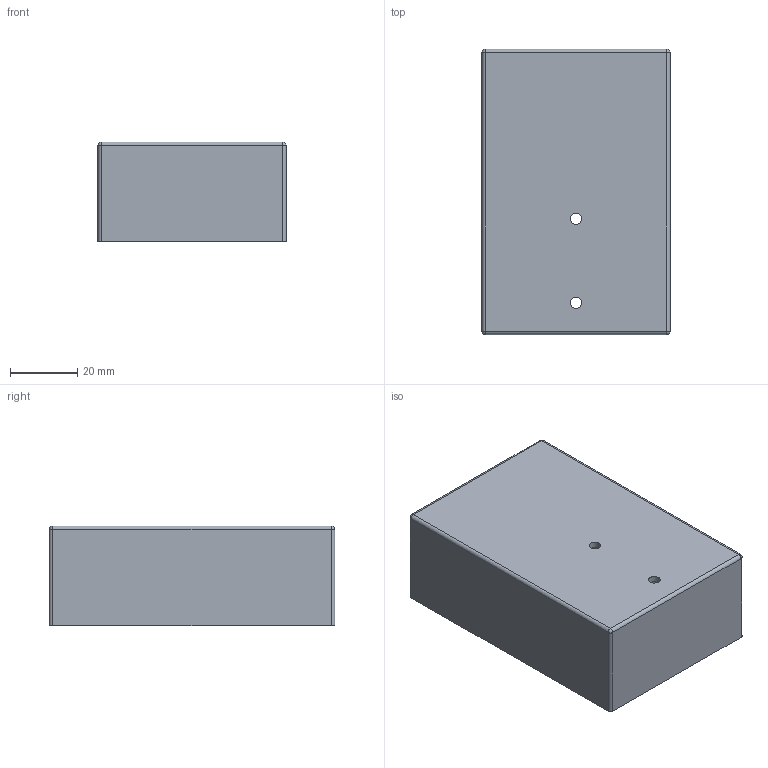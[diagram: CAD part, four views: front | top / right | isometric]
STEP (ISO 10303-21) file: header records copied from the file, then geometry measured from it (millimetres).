
FILE_DESCRIPTION(/* description */ (''),/* implementation_level */ '2;1');
FILE_NAME(/* name */ 'BatteryCase_Botton.stp',/* time_stamp */ '2023-12-27T23:16:45+01:00',/* author */ ('denni'),/* organization */ (''),/* preprocessor_version */ 'ST-DEVELOPER v19.2',/* originating_system */ 'Autodesk Inventor 2024',/* authorisation */ '');
FILE_SCHEMA (('AUTOMOTIVE_DESIGN { 1 0 10303 214 3 1 1 }'));
Length unit declared in the file: millimetre
Products named in the file (1): BatteryCase_Botton
Bounding box: 56 x 85 x 29.75 mm (x, y, z)
Volume: 38976.1 mm3; surface area: 25031.9 mm2
Topology: 1 solids, 1 shells, 83 faces, 202 edges, 130 vertices
Faces by surface type: plane 39, cylinder 38, sphere 4, cone 2
Full cylindrical faces by diameter (mm): 2.4 x4, 3.2 x4, 3.4 x2
Entity records: 2493 total; most frequent: DIRECTION 448, CARTESIAN_POINT 416, ORIENTED_EDGE 404, EDGE_CURVE 202, AXIS2_PLACEMENT_3D 162, VERTEX_POINT 130, LINE 124, VECTOR 124
